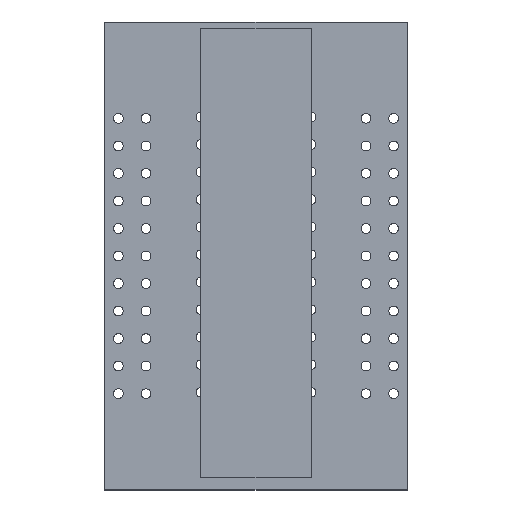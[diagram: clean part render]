
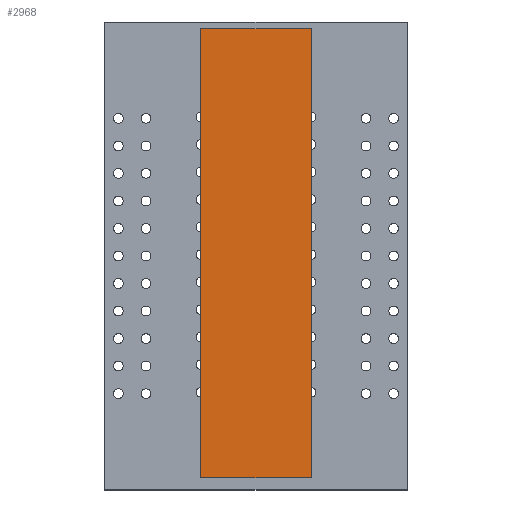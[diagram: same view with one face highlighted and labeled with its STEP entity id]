
A CAD part, top view. The second image highlights one B-rep face of the part: STEP entity #2968.
In plain terms, the highlighted planar face has unit normal (0, 0, 1).
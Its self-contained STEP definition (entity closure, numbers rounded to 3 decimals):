
#2839 = VERTEX_POINT('',#2840);
#2840 = CARTESIAN_POINT('',(-5.079,-20.7,4.85));
#2846 = EDGE_CURVE('',#2839,#2847,#2849,.T.);
#2847 = VERTEX_POINT('',#2848);
#2848 = CARTESIAN_POINT('',(-5.079,20.7,4.85));
#2849 = LINE('',#2850,#2851);
#2850 = CARTESIAN_POINT('',(-5.079,-20.7,4.85));
#2851 = VECTOR('',#2852,1.);
#2852 = DIRECTION('',(0.,1.,0.));
#2877 = EDGE_CURVE('',#2847,#2878,#2880,.T.);
#2878 = VERTEX_POINT('',#2879);
#2879 = CARTESIAN_POINT('',(5.079,20.7,4.85));
#2880 = LINE('',#2881,#2882);
#2881 = CARTESIAN_POINT('',(-5.079,20.7,4.85));
#2882 = VECTOR('',#2883,1.);
#2883 = DIRECTION('',(1.,0.,0.));
#2908 = EDGE_CURVE('',#2878,#2909,#2911,.T.);
#2909 = VERTEX_POINT('',#2910);
#2910 = CARTESIAN_POINT('',(5.079,-20.7,4.85));
#2911 = LINE('',#2912,#2913);
#2912 = CARTESIAN_POINT('',(5.079,20.7,4.85));
#2913 = VECTOR('',#2914,1.);
#2914 = DIRECTION('',(0.,-1.,0.));
#2939 = EDGE_CURVE('',#2909,#2839,#2940,.T.);
#2940 = LINE('',#2941,#2942);
#2941 = CARTESIAN_POINT('',(5.079,-20.7,4.85));
#2942 = VECTOR('',#2943,1.);
#2943 = DIRECTION('',(-1.,0.,0.));
#2968 = ADVANCED_FACE('',(#2969),#2975,.T.);
#2969 = FACE_BOUND('',#2970,.F.);
#2970 = EDGE_LOOP('',(#2971,#2972,#2973,#2974));
#2971 = ORIENTED_EDGE('',*,*,#2846,.T.);
#2972 = ORIENTED_EDGE('',*,*,#2877,.T.);
#2973 = ORIENTED_EDGE('',*,*,#2908,.T.);
#2974 = ORIENTED_EDGE('',*,*,#2939,.T.);
#2975 = PLANE('',#2976);
#2976 = AXIS2_PLACEMENT_3D('',#2977,#2978,#2979);
#2977 = CARTESIAN_POINT('',(-5.079,-20.7,4.85));
#2978 = DIRECTION('',(0.,0.,1.));
#2979 = DIRECTION('',(1.,0.,0.));
